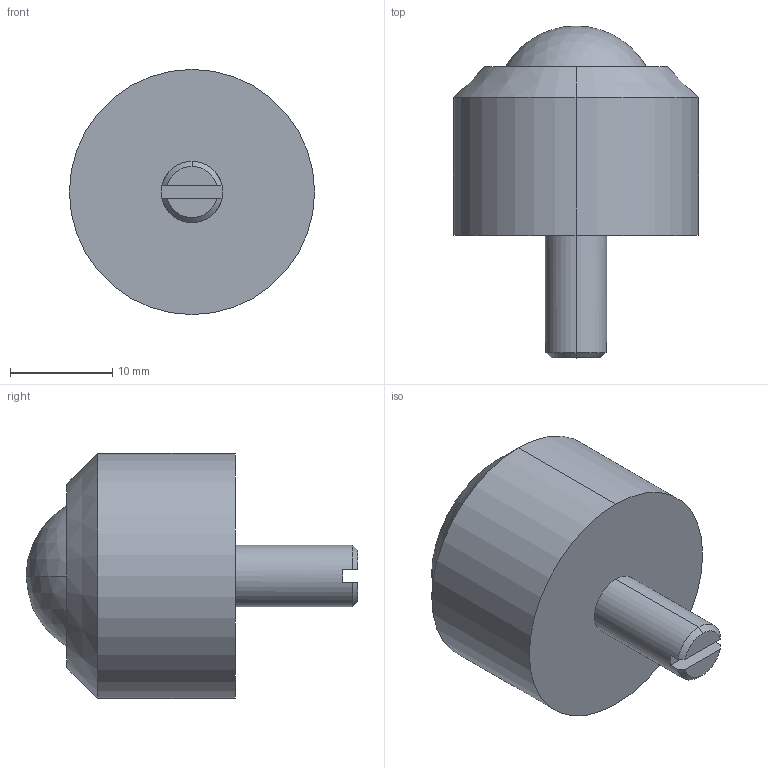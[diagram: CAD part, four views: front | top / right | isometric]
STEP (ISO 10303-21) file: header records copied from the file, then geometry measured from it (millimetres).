
FILE_DESCRIPTION (( 'STEP AP203' ), '1' );
FILE_NAME ('K-1143-16SN.STEP', '2009-08-10T05:10:21', ( '11sw' ), ( 'タキゲン製造株式会社' ), 'SwSTEP 2.0', 'SolidWorks 2007', '' );
FILE_SCHEMA (( 'CONFIG_CONTROL_DESIGN' ));
Length unit declared in the file: millimetre
Products named in the file (1): K-1143-16SN
Bounding box: 24 x 32.5 x 24 mm (x, y, z)
Volume: 7812.1 mm3; surface area: 2289.5 mm2
Topology: 1 solids, 1 shells, 18 faces, 40 edges, 26 vertices
Faces by surface type: plane 7, cone 5, cylinder 4, sphere 2
Entity records: 590 total; most frequent: CARTESIAN_POINT 97, DIRECTION 95, ORIENTED_EDGE 80, AXIS2_PLACEMENT_3D 40, EDGE_CURVE 40, VERTEX_POINT 26, CIRCLE 21, EDGE_LOOP 20
